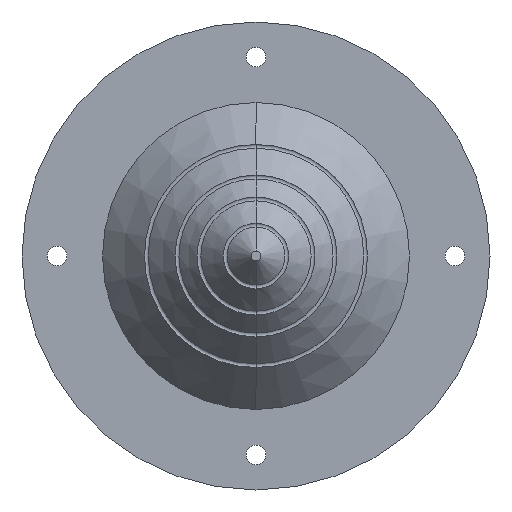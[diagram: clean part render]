
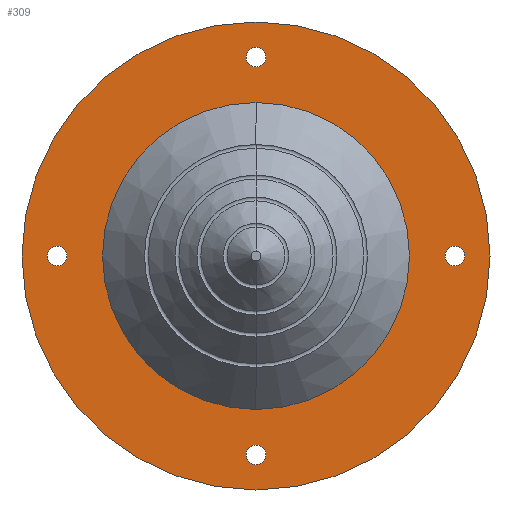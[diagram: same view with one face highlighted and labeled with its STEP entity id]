
A CAD part, left-side view. The second image highlights one B-rep face of the part: STEP entity #309.
In plain terms, the highlighted planar face has unit normal (-1, 0, 0).
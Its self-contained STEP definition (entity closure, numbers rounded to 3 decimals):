
#48 = AXIS2_PLACEMENT_3D ( 'NONE', #561, #714, #699 ) ;
#51 = AXIS2_PLACEMENT_3D ( 'NONE', #717, #716, #715 ) ;
#75 = CIRCLE ( 'NONE', #224, 2.25 ) ;
#76 = CIRCLE ( 'NONE', #239, 2.25 ) ;
#77 = CIRCLE ( 'NONE', #205, 2.25 ) ;
#78 = CIRCLE ( 'NONE', #208, 53.35 ) ;
#89 = CIRCLE ( 'NONE', #225, 35. ) ;
#109 = CIRCLE ( 'NONE', #212, 2.25 ) ;
#110 = CIRCLE ( 'NONE', #228, 2.25 ) ;
#111 = CIRCLE ( 'NONE', #236, 2.25 ) ;
#117 = CIRCLE ( 'NONE', #51, 2.25 ) ;
#130 = CIRCLE ( 'NONE', #48, 2.25 ) ;
#205 = AXIS2_PLACEMENT_3D ( 'NONE', #626, #625, #623 ) ;
#208 = AXIS2_PLACEMENT_3D ( 'NONE', #637, #636, #634 ) ;
#212 = AXIS2_PLACEMENT_3D ( 'NONE', #675, #674, #668 ) ;
#224 = AXIS2_PLACEMENT_3D ( 'NONE', #660, #659, #657 ) ;
#225 = AXIS2_PLACEMENT_3D ( 'NONE', #631, #630, #629 ) ;
#228 = AXIS2_PLACEMENT_3D ( 'NONE', #684, #681, #680 ) ;
#236 = AXIS2_PLACEMENT_3D ( 'NONE', #550, #549, #544 ) ;
#239 = AXIS2_PLACEMENT_3D ( 'NONE', #654, #653, #652 ) ;
#243 = EDGE_CURVE ( 'NONE', #1038, #990, #1012, .T. ) ;
#267 = AXIS2_PLACEMENT_3D ( 'NONE', #1093, #1094, #1095 ) ;
#276 = AXIS2_PLACEMENT_3D ( 'NONE', #1280, #1285, #1262 ) ;
#286 = EDGE_CURVE ( 'NONE', #818, #958, #854, .T. ) ;
#290 = AXIS2_PLACEMENT_3D ( 'NONE', #1194, #1083, #1125 ) ;
#309 = ADVANCED_FACE ( 'NONE', ( #864, #865, #999, #882, #821, #1000 ), #1158, .F. ) ;
#419 = ORIENTED_EDGE ( 'NONE', *, *, #796, .F. ) ;
#424 = ORIENTED_EDGE ( 'NONE', *, *, #765, .F. ) ;
#427 = ORIENTED_EDGE ( 'NONE', *, *, #286, .F. ) ;
#440 = ORIENTED_EDGE ( 'NONE', *, *, #753, .F. ) ;
#450 = ORIENTED_EDGE ( 'NONE', *, *, #773, .F. ) ;
#453 = ORIENTED_EDGE ( 'NONE', *, *, #782, .F. ) ;
#456 = ORIENTED_EDGE ( 'NONE', *, *, #801, .F. ) ;
#485 = ORIENTED_EDGE ( 'NONE', *, *, #800, .F. ) ;
#489 = ORIENTED_EDGE ( 'NONE', *, *, #799, .T. ) ;
#491 = ORIENTED_EDGE ( 'NONE', *, *, #795, .F. ) ;
#495 = ORIENTED_EDGE ( 'NONE', *, *, #774, .F. ) ;
#499 = ORIENTED_EDGE ( 'NONE', *, *, #243, .T. ) ;
#544 = DIRECTION ( 'NONE',  ( 0., 0., 1. ) ) ;
#549 = DIRECTION ( 'NONE',  ( -1., 0., 0. ) ) ;
#550 = CARTESIAN_POINT ( 'NONE',  ( 28.373, -45.35, 0. ) ) ;
#557 = CARTESIAN_POINT ( 'NONE',  ( 28.373, 0., 53.35 ) ) ;
#561 = CARTESIAN_POINT ( 'NONE',  ( 28.373, 0., 45.35 ) ) ;
#565 = CARTESIAN_POINT ( 'NONE',  ( 28.373, 0., 47.6 ) ) ;
#578 = CARTESIAN_POINT ( 'NONE',  ( 28.373, 0., 43.1 ) ) ;
#581 = CARTESIAN_POINT ( 'NONE',  ( 28.373, 0., -43.1 ) ) ;
#583 = CARTESIAN_POINT ( 'NONE',  ( 28.373, 0., -53.35 ) ) ;
#589 = CARTESIAN_POINT ( 'NONE',  ( 28.373, 0., -35. ) ) ;
#590 = CARTESIAN_POINT ( 'NONE',  ( 28.373, 0., -47.6 ) ) ;
#593 = CARTESIAN_POINT ( 'NONE',  ( 28.373, 45.35, -2.25 ) ) ;
#607 = CARTESIAN_POINT ( 'NONE',  ( 28.373, 45.35, 2.25 ) ) ;
#618 = CARTESIAN_POINT ( 'NONE',  ( 28.373, -45.35, 2.25 ) ) ;
#621 = CARTESIAN_POINT ( 'NONE',  ( 28.373, 0., 35. ) ) ;
#623 = DIRECTION ( 'NONE',  ( 0., 0., 1. ) ) ;
#625 = DIRECTION ( 'NONE',  ( -1., 0., 0. ) ) ;
#626 = CARTESIAN_POINT ( 'NONE',  ( 28.373, 0., 45.35 ) ) ;
#628 = CARTESIAN_POINT ( 'NONE',  ( 28.373, -45.35, -2.25 ) ) ;
#629 = DIRECTION ( 'NONE',  ( 0., 0., 1. ) ) ;
#630 = DIRECTION ( 'NONE',  ( -1., 0., 0. ) ) ;
#631 = CARTESIAN_POINT ( 'NONE',  ( 28.373, 0., 0. ) ) ;
#634 = DIRECTION ( 'NONE',  ( 0., 0., 1. ) ) ;
#636 = DIRECTION ( 'NONE',  ( -1., 0., 0. ) ) ;
#637 = CARTESIAN_POINT ( 'NONE',  ( 28.373, 0., 0. ) ) ;
#652 = DIRECTION ( 'NONE',  ( 0., 0., 1. ) ) ;
#653 = DIRECTION ( 'NONE',  ( -1., 0., 0. ) ) ;
#654 = CARTESIAN_POINT ( 'NONE',  ( 28.373, -45.35, 0. ) ) ;
#657 = DIRECTION ( 'NONE',  ( 0., 0., 1. ) ) ;
#659 = DIRECTION ( 'NONE',  ( -1., 0., 0. ) ) ;
#660 = CARTESIAN_POINT ( 'NONE',  ( 28.373, 45.35, 0. ) ) ;
#668 = DIRECTION ( 'NONE',  ( 0., 0., 1. ) ) ;
#674 = DIRECTION ( 'NONE',  ( -1., 0., 0. ) ) ;
#675 = CARTESIAN_POINT ( 'NONE',  ( 28.373, 0., -45.35 ) ) ;
#680 = DIRECTION ( 'NONE',  ( 0., 0., 1. ) ) ;
#681 = DIRECTION ( 'NONE',  ( -1., 0., 0. ) ) ;
#684 = CARTESIAN_POINT ( 'NONE',  ( 28.373, 45.35, 0. ) ) ;
#699 = DIRECTION ( 'NONE',  ( 0., 0., 1. ) ) ;
#714 = DIRECTION ( 'NONE',  ( -1., 0., 0. ) ) ;
#715 = DIRECTION ( 'NONE',  ( 0., 0., 1. ) ) ;
#716 = DIRECTION ( 'NONE',  ( -1., 0., 0. ) ) ;
#717 = CARTESIAN_POINT ( 'NONE',  ( 28.373, 0., -45.35 ) ) ;
#753 = EDGE_CURVE ( 'NONE', #991, #1026, #130, .T. ) ;
#765 = EDGE_CURVE ( 'NONE', #928, #977, #117, .T. ) ;
#773 = EDGE_CURVE ( 'NONE', #924, #841, #110, .T. ) ;
#774 = EDGE_CURVE ( 'NONE', #977, #928, #109, .T. ) ;
#782 = EDGE_CURVE ( 'NONE', #825, #828, #111, .T. ) ;
#795 = EDGE_CURVE ( 'NONE', #841, #924, #75, .T. ) ;
#796 = EDGE_CURVE ( 'NONE', #828, #825, #76, .T. ) ;
#799 = EDGE_CURVE ( 'NONE', #990, #1038, #78, .T. ) ;
#800 = EDGE_CURVE ( 'NONE', #958, #818, #89, .T. ) ;
#801 = EDGE_CURVE ( 'NONE', #1026, #991, #77, .T. ) ;
#818 = VERTEX_POINT ( 'NONE', #621 ) ;
#821 = FACE_BOUND ( 'NONE', #973, .T. ) ;
#825 = VERTEX_POINT ( 'NONE', #628 ) ;
#828 = VERTEX_POINT ( 'NONE', #618 ) ;
#841 = VERTEX_POINT ( 'NONE', #607 ) ;
#854 = CIRCLE ( 'NONE', #267, 35. ) ;
#864 = FACE_BOUND ( 'NONE', #1054, .T. ) ;
#865 = FACE_BOUND ( 'NONE', #956, .T. ) ;
#882 = FACE_BOUND ( 'NONE', #974, .T. ) ;
#924 = VERTEX_POINT ( 'NONE', #593 ) ;
#928 = VERTEX_POINT ( 'NONE', #590 ) ;
#953 = EDGE_LOOP ( 'NONE', ( #499, #489 ) ) ;
#956 = EDGE_LOOP ( 'NONE', ( #495, #424 ) ) ;
#958 = VERTEX_POINT ( 'NONE', #589 ) ;
#973 = EDGE_LOOP ( 'NONE', ( #427, #485 ) ) ;
#974 = EDGE_LOOP ( 'NONE', ( #456, #440 ) ) ;
#977 = VERTEX_POINT ( 'NONE', #581 ) ;
#988 = EDGE_LOOP ( 'NONE', ( #419, #453 ) ) ;
#990 = VERTEX_POINT ( 'NONE', #583 ) ;
#991 = VERTEX_POINT ( 'NONE', #578 ) ;
#999 = FACE_BOUND ( 'NONE', #988, .T. ) ;
#1000 = FACE_OUTER_BOUND ( 'NONE', #953, .T. ) ;
#1012 = CIRCLE ( 'NONE', #290, 53.35 ) ;
#1026 = VERTEX_POINT ( 'NONE', #565 ) ;
#1038 = VERTEX_POINT ( 'NONE', #557 ) ;
#1054 = EDGE_LOOP ( 'NONE', ( #491, #450 ) ) ;
#1083 = DIRECTION ( 'NONE',  ( -1., 0., 0. ) ) ;
#1093 = CARTESIAN_POINT ( 'NONE',  ( 28.373, 0., 0. ) ) ;
#1094 = DIRECTION ( 'NONE',  ( -1., 0., 0. ) ) ;
#1095 = DIRECTION ( 'NONE',  ( 0., 0., 1. ) ) ;
#1125 = DIRECTION ( 'NONE',  ( 0., 0., 1. ) ) ;
#1158 = PLANE ( 'NONE',  #276 ) ;
#1194 = CARTESIAN_POINT ( 'NONE',  ( 28.373, 0., 0. ) ) ;
#1262 = DIRECTION ( 'NONE',  ( 0., 0., -1. ) ) ;
#1280 = CARTESIAN_POINT ( 'NONE',  ( 28.373, 53.35, 0. ) ) ;
#1285 = DIRECTION ( 'NONE',  ( 1., 0., 0. ) ) ;
